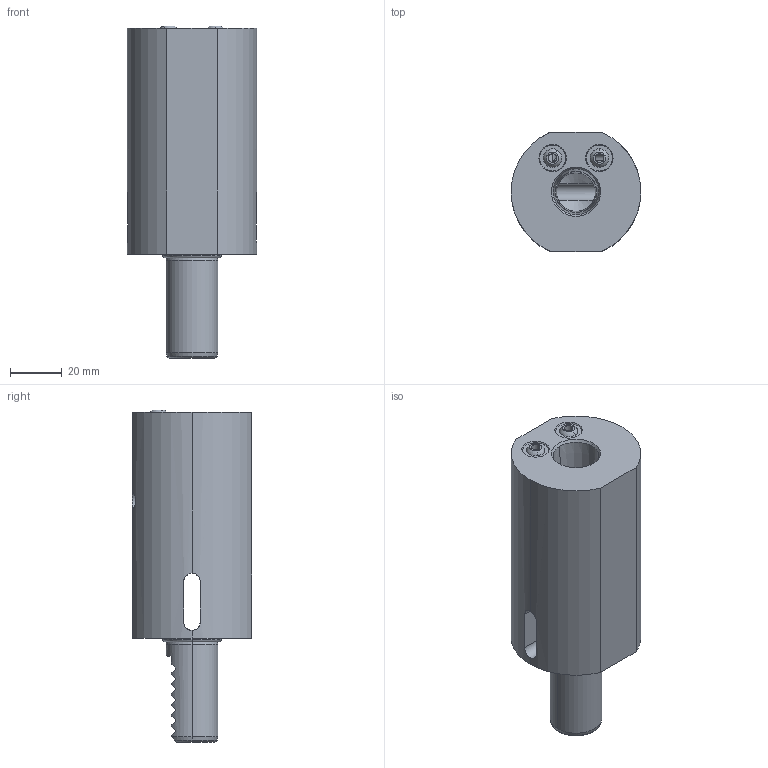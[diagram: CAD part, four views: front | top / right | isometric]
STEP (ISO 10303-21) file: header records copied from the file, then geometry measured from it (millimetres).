
FILE_DESCRIPTION (( 'STEP AP203' ), '1' );
FILE_NAME ('F 20 MT-2 ASSY.STEP', '2019-10-14T10:02:13', ( '' ), ( '' ), 'SwSTEP 2.0', 'SolidWorks 2017', '' );
FILE_SCHEMA (( 'CONFIG_CONTROL_DESIGN' ));
Length unit declared in the file: millimetre
Products named in the file (1): F 20 MT-2 ASSY
Bounding box: 50 x 46 x 127.95 mm (x, y, z)
Volume: 151648.7 mm3; surface area: 31113.7 mm2
Topology: 8 solids, 8 shells, 185 faces, 481 edges, 301 vertices
Faces by surface type: plane 65, cylinder 62, cone 37, torus 13, sphere 8
Entity records: 6199 total; most frequent: CARTESIAN_POINT 1757, DIRECTION 919, ORIENTED_EDGE 914, EDGE_CURVE 457, AXIS2_PLACEMENT_3D 361, VERTEX_POINT 289, EDGE_LOOP 210, VECTOR 197
